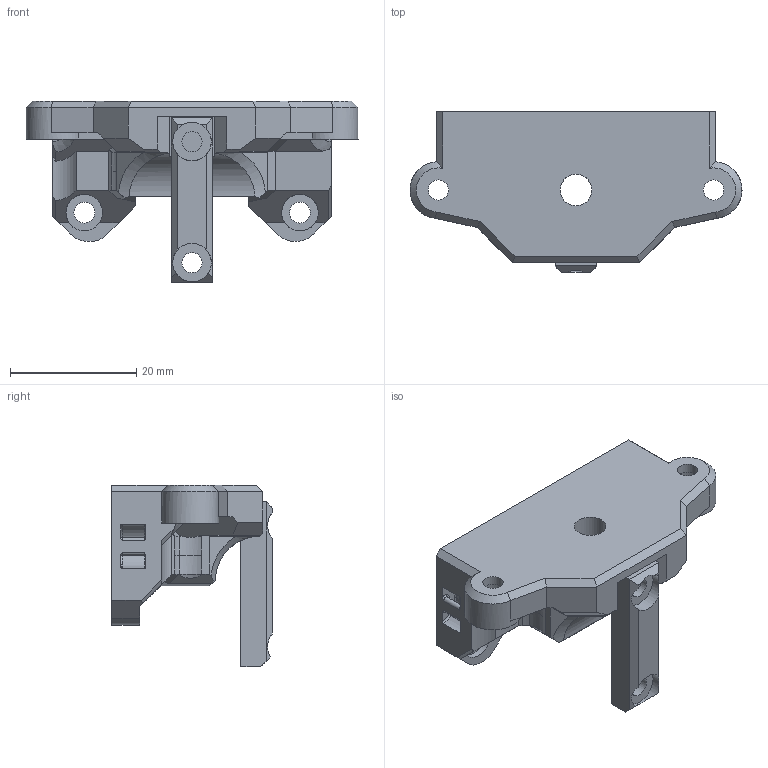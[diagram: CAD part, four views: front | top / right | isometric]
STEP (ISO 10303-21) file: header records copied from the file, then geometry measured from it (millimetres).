
FILE_DESCRIPTION(/* description */ (''),/* implementation_level */ '2;1');
FILE_NAME(/* name */ 'Sherpa Mini - Stiffer v2.step',/* time_stamp */ '2023-06-22T11:34:08+02:00',/* author */ (''),/* organization */ (''),/* preprocessor_version */ 'ST-DEVELOPER v19.2',/* originating_system */ 'Autodesk Translation Framework v12.6.0.85',/* authorisation */ '');
FILE_SCHEMA (('AUTOMOTIVE_DESIGN { 1 0 10303 214 3 1 1 }'));
Length unit declared in the file: millimetre
Products named in the file (2): Sherpa Mini - Stiffer; Sherpa Micro - No Front Screw - Stiffer v1
Assembly tree (1 placements, depth 2):
  Sherpa Mini - Stiffer
    Sherpa Micro - No Front Screw - Stiffer v1
Bounding box: 52.5 x 25.41 x 28.75 mm (x, y, z)
Volume: 11656.7 mm3; surface area: 5521.7 mm2
Topology: 2 solids, 2 shells, 179 faces, 486 edges, 311 vertices
Faces by surface type: plane 104, cylinder 36, torus 21, bspline 14, cone 4
Full cylindrical faces by diameter (mm): 3.2 x4, 3.3 x2, 4.7 x3, 5 x1, 5.8 x2, 6.1 x2
Entity records: 6311 total; most frequent: CARTESIAN_POINT 1772, ORIENTED_EDGE 972, DIRECTION 882, EDGE_CURVE 486, VERTEX_POINT 311, AXIS2_PLACEMENT_3D 297, LINE 288, VECTOR 288
